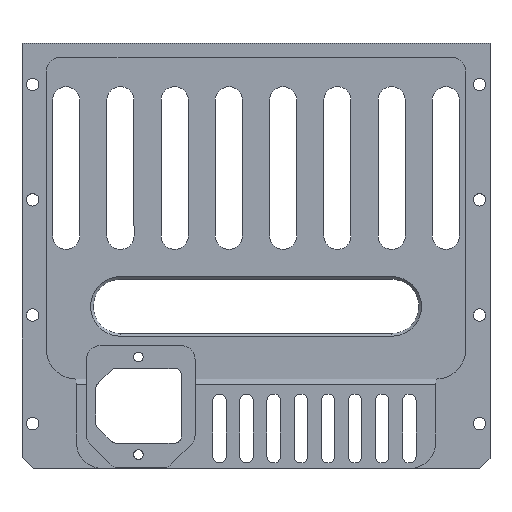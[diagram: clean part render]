
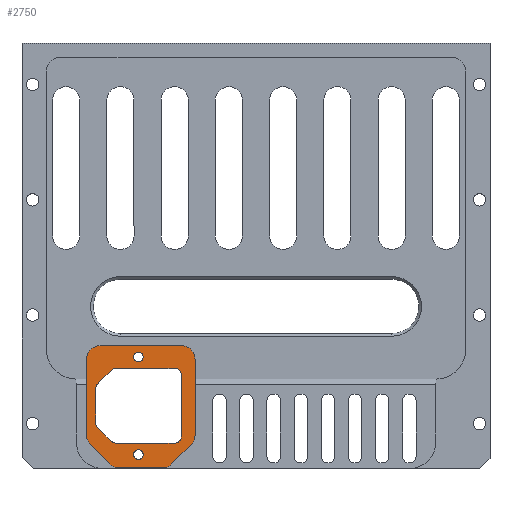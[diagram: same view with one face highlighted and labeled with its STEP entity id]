
A CAD part, top view. The second image highlights one B-rep face of the part: STEP entity #2750.
In plain terms, the highlighted planar face has unit normal (0, 0, 1).
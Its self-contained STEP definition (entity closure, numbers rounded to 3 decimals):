
#61=FACE_BOUND('',#532,.T.);
#62=FACE_BOUND('',#533,.T.);
#63=FACE_BOUND('',#534,.T.);
#242=CIRCLE('',#3011,5.);
#244=CIRCLE('',#3014,5.);
#245=CIRCLE('',#3015,5.);
#246=CIRCLE('',#3016,5.);
#247=CIRCLE('',#3017,5.);
#248=CIRCLE('',#3018,5.);
#249=CIRCLE('',#3019,1.75);
#250=CIRCLE('',#3020,1.75);
#251=CIRCLE('',#3021,2.25);
#252=CIRCLE('',#3022,2.25);
#253=CIRCLE('',#3023,2.25);
#254=CIRCLE('',#3024,2.25);
#255=CIRCLE('',#3025,2.25);
#256=CIRCLE('',#3026,2.25);
#346=FACE_OUTER_BOUND('',#531,.T.);
#531=EDGE_LOOP('',(#2285,#2286,#2287,#2288,#2289,#2290,#2291,#2292,#2293,
#2294,#2295,#2296));
#532=EDGE_LOOP('',(#2297));
#533=EDGE_LOOP('',(#2298));
#534=EDGE_LOOP('',(#2299,#2300,#2301,#2302,#2303,#2304,#2305,#2306,#2307,
#2308,#2309,#2310));
#787=LINE('',#4495,#1057);
#788=LINE('',#4499,#1058);
#789=LINE('',#4503,#1059);
#790=LINE('',#4507,#1060);
#791=LINE('',#4511,#1061);
#792=LINE('',#4514,#1062);
#793=LINE('',#4521,#1063);
#794=LINE('',#4525,#1064);
#795=LINE('',#4529,#1065);
#796=LINE('',#4533,#1066);
#797=LINE('',#4537,#1067);
#798=LINE('',#4541,#1068);
#1057=VECTOR('',#3660,10.);
#1058=VECTOR('',#3663,10.);
#1059=VECTOR('',#3666,10.);
#1060=VECTOR('',#3669,10.);
#1061=VECTOR('',#3672,10.);
#1062=VECTOR('',#3675,10.);
#1063=VECTOR('',#3680,10.);
#1064=VECTOR('',#3683,10.);
#1065=VECTOR('',#3686,10.);
#1066=VECTOR('',#3689,10.);
#1067=VECTOR('',#3692,10.);
#1068=VECTOR('',#3695,10.);
#1357=VERTEX_POINT('',#4485);
#1358=VERTEX_POINT('',#4486);
#1361=VERTEX_POINT('',#4494);
#1362=VERTEX_POINT('',#4496);
#1363=VERTEX_POINT('',#4498);
#1364=VERTEX_POINT('',#4500);
#1365=VERTEX_POINT('',#4502);
#1366=VERTEX_POINT('',#4504);
#1367=VERTEX_POINT('',#4506);
#1368=VERTEX_POINT('',#4508);
#1369=VERTEX_POINT('',#4510);
#1370=VERTEX_POINT('',#4512);
#1371=VERTEX_POINT('',#4515);
#1372=VERTEX_POINT('',#4517);
#1373=VERTEX_POINT('',#4519);
#1374=VERTEX_POINT('',#4520);
#1375=VERTEX_POINT('',#4522);
#1376=VERTEX_POINT('',#4524);
#1377=VERTEX_POINT('',#4526);
#1378=VERTEX_POINT('',#4528);
#1379=VERTEX_POINT('',#4530);
#1380=VERTEX_POINT('',#4532);
#1381=VERTEX_POINT('',#4534);
#1382=VERTEX_POINT('',#4536);
#1383=VERTEX_POINT('',#4538);
#1384=VERTEX_POINT('',#4540);
#1695=EDGE_CURVE('',#1357,#1358,#242,.T.);
#1699=EDGE_CURVE('',#1361,#1357,#787,.T.);
#1700=EDGE_CURVE('',#1362,#1361,#244,.T.);
#1701=EDGE_CURVE('',#1362,#1363,#788,.T.);
#1702=EDGE_CURVE('',#1364,#1363,#245,.T.);
#1703=EDGE_CURVE('',#1364,#1365,#789,.T.);
#1704=EDGE_CURVE('',#1366,#1365,#246,.T.);
#1705=EDGE_CURVE('',#1366,#1367,#790,.T.);
#1706=EDGE_CURVE('',#1368,#1367,#247,.T.);
#1707=EDGE_CURVE('',#1369,#1368,#791,.T.);
#1708=EDGE_CURVE('',#1370,#1369,#248,.T.);
#1709=EDGE_CURVE('',#1370,#1358,#792,.T.);
#1710=EDGE_CURVE('',#1371,#1371,#249,.T.);
#1711=EDGE_CURVE('',#1372,#1372,#250,.T.);
#1712=EDGE_CURVE('',#1373,#1374,#793,.T.);
#1713=EDGE_CURVE('',#1374,#1375,#251,.T.);
#1714=EDGE_CURVE('',#1375,#1376,#794,.T.);
#1715=EDGE_CURVE('',#1376,#1377,#252,.T.);
#1716=EDGE_CURVE('',#1377,#1378,#795,.T.);
#1717=EDGE_CURVE('',#1378,#1379,#253,.T.);
#1718=EDGE_CURVE('',#1379,#1380,#796,.T.);
#1719=EDGE_CURVE('',#1380,#1381,#254,.T.);
#1720=EDGE_CURVE('',#1381,#1382,#797,.T.);
#1721=EDGE_CURVE('',#1382,#1383,#255,.T.);
#1722=EDGE_CURVE('',#1383,#1384,#798,.T.);
#1723=EDGE_CURVE('',#1384,#1373,#256,.T.);
#2285=ORIENTED_EDGE('',*,*,#1695,.F.);
#2286=ORIENTED_EDGE('',*,*,#1699,.F.);
#2287=ORIENTED_EDGE('',*,*,#1700,.F.);
#2288=ORIENTED_EDGE('',*,*,#1701,.T.);
#2289=ORIENTED_EDGE('',*,*,#1702,.F.);
#2290=ORIENTED_EDGE('',*,*,#1703,.T.);
#2291=ORIENTED_EDGE('',*,*,#1704,.F.);
#2292=ORIENTED_EDGE('',*,*,#1705,.T.);
#2293=ORIENTED_EDGE('',*,*,#1706,.F.);
#2294=ORIENTED_EDGE('',*,*,#1707,.F.);
#2295=ORIENTED_EDGE('',*,*,#1708,.F.);
#2296=ORIENTED_EDGE('',*,*,#1709,.T.);
#2297=ORIENTED_EDGE('',*,*,#1710,.T.);
#2298=ORIENTED_EDGE('',*,*,#1711,.T.);
#2299=ORIENTED_EDGE('',*,*,#1712,.T.);
#2300=ORIENTED_EDGE('',*,*,#1713,.T.);
#2301=ORIENTED_EDGE('',*,*,#1714,.T.);
#2302=ORIENTED_EDGE('',*,*,#1715,.T.);
#2303=ORIENTED_EDGE('',*,*,#1716,.T.);
#2304=ORIENTED_EDGE('',*,*,#1717,.T.);
#2305=ORIENTED_EDGE('',*,*,#1718,.T.);
#2306=ORIENTED_EDGE('',*,*,#1719,.T.);
#2307=ORIENTED_EDGE('',*,*,#1720,.T.);
#2308=ORIENTED_EDGE('',*,*,#1721,.T.);
#2309=ORIENTED_EDGE('',*,*,#1722,.T.);
#2310=ORIENTED_EDGE('',*,*,#1723,.T.);
#2638=PLANE('',#3013);
#2750=ADVANCED_FACE('',(#346,#61,#62,#63),#2638,.T.);
#3011=AXIS2_PLACEMENT_3D('',#4487,#3652,#3653);
#3013=AXIS2_PLACEMENT_3D('',#4493,#3658,#3659);
#3014=AXIS2_PLACEMENT_3D('',#4497,#3661,#3662);
#3015=AXIS2_PLACEMENT_3D('',#4501,#3664,#3665);
#3016=AXIS2_PLACEMENT_3D('',#4505,#3667,#3668);
#3017=AXIS2_PLACEMENT_3D('',#4509,#3670,#3671);
#3018=AXIS2_PLACEMENT_3D('',#4513,#3673,#3674);
#3019=AXIS2_PLACEMENT_3D('',#4516,#3676,#3677);
#3020=AXIS2_PLACEMENT_3D('',#4518,#3678,#3679);
#3021=AXIS2_PLACEMENT_3D('',#4523,#3681,#3682);
#3022=AXIS2_PLACEMENT_3D('',#4527,#3684,#3685);
#3023=AXIS2_PLACEMENT_3D('',#4531,#3687,#3688);
#3024=AXIS2_PLACEMENT_3D('',#4535,#3690,#3691);
#3025=AXIS2_PLACEMENT_3D('',#4539,#3693,#3694);
#3026=AXIS2_PLACEMENT_3D('',#4542,#3696,#3697);
#3652=DIRECTION('center_axis',(0.,0.,-1.));
#3653=DIRECTION('ref_axis',(0.383,-0.924,0.));
#3658=DIRECTION('center_axis',(0.,0.,1.));
#3659=DIRECTION('ref_axis',(1.,0.,0.));
#3660=DIRECTION('',(-0.707,-0.707,0.));
#3661=DIRECTION('center_axis',(0.,0.,-1.));
#3662=DIRECTION('ref_axis',(0.924,-0.383,0.));
#3663=DIRECTION('',(0.,1.,0.));
#3664=DIRECTION('center_axis',(0.,0.,-1.));
#3665=DIRECTION('ref_axis',(0.707,0.707,0.));
#3666=DIRECTION('',(-1.,0.,0.));
#3667=DIRECTION('center_axis',(0.,0.,-1.));
#3668=DIRECTION('ref_axis',(-0.707,0.707,0.));
#3669=DIRECTION('',(0.,-1.,0.));
#3670=DIRECTION('center_axis',(0.,0.,-1.));
#3671=DIRECTION('ref_axis',(-0.924,-0.383,0.));
#3672=DIRECTION('',(-0.707,0.707,0.));
#3673=DIRECTION('center_axis',(0.,0.,-1.));
#3674=DIRECTION('ref_axis',(-0.383,-0.924,0.));
#3675=DIRECTION('',(1.,0.,0.));
#3676=DIRECTION('center_axis',(0.,0.,
-1.));
#3677=DIRECTION('ref_axis',(0.,-1.,0.));
#3678=DIRECTION('center_axis',(0.,0.,
-1.));
#3679=DIRECTION('ref_axis',(0.,-1.,0.));
#3680=DIRECTION('',(0.707,0.707,0.));
#3681=DIRECTION('center_axis',(0.,0.,
-1.));
#3682=DIRECTION('ref_axis',(0.,1.,0.));
#3683=DIRECTION('',(1.,0.,0.));
#3684=DIRECTION('center_axis',(0.,0.,-1.));
#3685=DIRECTION('ref_axis',(1.,0.,0.));
#3686=DIRECTION('',(0.,-1.,0.));
#3687=DIRECTION('center_axis',(0.,0.,-1.));
#3688=DIRECTION('ref_axis',(0.,-1.,0.));
#3689=DIRECTION('',(-1.,0.,0.));
#3690=DIRECTION('center_axis',(0.,0.,
-1.));
#3691=DIRECTION('ref_axis',(-0.707,-0.707,0.));
#3692=DIRECTION('',(-0.707,0.707,0.));
#3693=DIRECTION('center_axis',(0.,0.,-1.));
#3694=DIRECTION('ref_axis',(-1.,0.,0.));
#3695=DIRECTION('',(0.,1.,0.));
#3696=DIRECTION('center_axis',(0.,0.,
-1.));
#3697=DIRECTION('ref_axis',(-0.707,0.707,0.));
#4485=CARTESIAN_POINT('',(-31.036,172.75,-25.8));
#4486=CARTESIAN_POINT('',(-34.571,171.285,-25.8));
#4487=CARTESIAN_POINT('Origin',(-34.571,176.285,-25.8));
#4493=CARTESIAN_POINT('Origin',(-42.5,193.785,-25.8));
#4494=CARTESIAN_POINT('',(-23.964,179.821,-25.8));
#4495=CARTESIAN_POINT('',(-26.875,176.91,-25.8));
#4496=CARTESIAN_POINT('',(-22.5,183.356,-25.8));
#4497=CARTESIAN_POINT('Origin',(-27.5,183.356,-25.8));
#4498=CARTESIAN_POINT('',(-22.5,211.285,-25.8));
#4499=CARTESIAN_POINT('',(-22.5,216.285,-25.8));
#4500=CARTESIAN_POINT('',(-27.5,216.285,-25.8));
#4501=CARTESIAN_POINT('Origin',(-27.5,211.285,-25.8));
#4502=CARTESIAN_POINT('',(-57.5,216.285,-25.8));
#4503=CARTESIAN_POINT('',(-62.5,216.285,-25.8));
#4504=CARTESIAN_POINT('',(-62.5,211.285,-25.8));
#4505=CARTESIAN_POINT('Origin',(-57.5,211.285,-25.8));
#4506=CARTESIAN_POINT('',(-62.5,183.356,-25.8));
#4507=CARTESIAN_POINT('',(-62.5,171.285,-25.8));
#4508=CARTESIAN_POINT('',(-61.036,179.821,-25.8));
#4509=CARTESIAN_POINT('Origin',(-57.5,183.356,-25.8));
#4510=CARTESIAN_POINT('',(-53.964,172.75,-25.8));
#4511=CARTESIAN_POINT('',(-58.125,176.91,-25.8));
#4512=CARTESIAN_POINT('',(-50.429,171.285,-25.8));
#4513=CARTESIAN_POINT('Origin',(-50.429,176.285,-25.8));
#4514=CARTESIAN_POINT('',(-22.5,171.285,-25.8));
#4515=CARTESIAN_POINT('',(-43.37,177.912,-25.8));
#4516=CARTESIAN_POINT('Origin',(-43.37,176.162,-25.8));
#4517=CARTESIAN_POINT('',(-43.37,213.912,-25.8));
#4518=CARTESIAN_POINT('Origin',(-43.37,212.162,-25.8));
#4519=CARTESIAN_POINT('',(-58.461,202.174,-25.8));
#4520=CARTESIAN_POINT('',(-53.383,207.253,-25.8));
#4521=CARTESIAN_POINT('',(-53.383,207.253,-25.8));
#4522=CARTESIAN_POINT('',(-51.792,207.912,-25.8));
#4523=CARTESIAN_POINT('Origin',(-51.792,205.662,-25.8));
#4524=CARTESIAN_POINT('',(-29.87,207.912,-25.8));
#4525=CARTESIAN_POINT('',(-51.792,207.912,-25.8));
#4526=CARTESIAN_POINT('',(-27.62,205.662,-25.8));
#4527=CARTESIAN_POINT('Origin',(-29.87,205.662,-25.8));
#4528=CARTESIAN_POINT('',(-27.62,182.662,-25.8));
#4529=CARTESIAN_POINT('',(-27.62,205.662,-25.8));
#4530=CARTESIAN_POINT('',(-29.87,180.412,-25.8));
#4531=CARTESIAN_POINT('Origin',(-29.87,182.662,-25.8));
#4532=CARTESIAN_POINT('',(-51.792,180.412,-25.8));
#4533=CARTESIAN_POINT('',(-29.87,180.412,-25.8));
#4534=CARTESIAN_POINT('',(-53.383,181.071,-25.8));
#4535=CARTESIAN_POINT('Origin',(-51.792,182.662,-25.8));
#4536=CARTESIAN_POINT('',(-58.461,186.149,-25.8));
#4537=CARTESIAN_POINT('',(-58.461,186.149,-25.8));
#4538=CARTESIAN_POINT('',(-59.12,187.74,-25.8));
#4539=CARTESIAN_POINT('Origin',(-56.87,187.74,-25.8));
#4540=CARTESIAN_POINT('',(-59.12,200.583,-25.8));
#4541=CARTESIAN_POINT('',(-59.12,187.74,-25.8));
#4542=CARTESIAN_POINT('Origin',(-56.87,200.583,-25.8));
